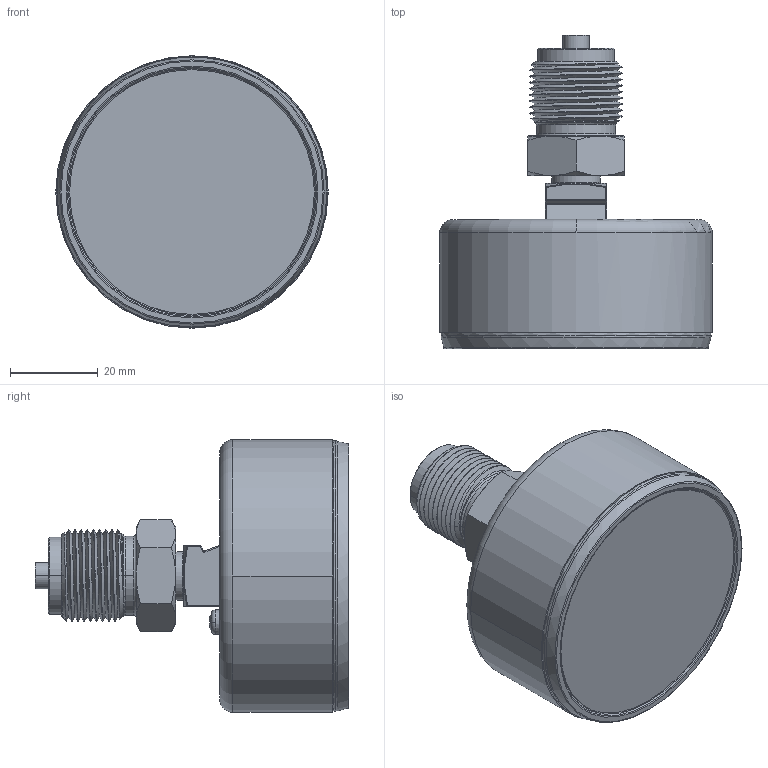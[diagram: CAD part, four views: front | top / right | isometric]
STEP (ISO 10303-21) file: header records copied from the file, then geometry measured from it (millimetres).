
FILE_DESCRIPTION(('HOOPS Exchange Step'),'2;1');
FILE_NAME('MM0410_Axial.stp','2026-03-24T16:56:41+01:00',('nieru'),('Unknown organisation'),'HOOPS Exchange 2024.2','HOOPS Exchange','Unknown authorisation');
FILE_SCHEMA( ('AP203_CONFIGURATION_CONTROLLED_3D_DESIGN_OF_MECHANICAL_PARTS_AND_ASSEMBLIES_MIM_LF') );
Length unit declared in the file: millimetre
Products named in the file (2): 0; root
Assembly tree (1 placements, depth 2):
  root
    0
Bounding box: 62 x 71.41 x 62 mm (x, y, z)
Volume: 82482.4 mm3; surface area: 31776.7 mm2
Topology: 7 solids, 7 shells, 257 faces, 695 edges, 460 vertices
Faces by surface type: cylinder 84, cone 58, plane 55, torus 30, bspline 26, sphere 4
Full cylindrical faces by diameter (mm): 3.153 x1, 5 x1, 9.5 x1, 11 x1, 13.16 x7, 59.581 x1, 60.781 x1, 61.5 x1
Entity records: 33157 total; most frequent: CARTESIAN_POINT 27458, ORIENTED_EDGE 1376, DIRECTION 880, EDGE_CURVE 688, VERTEX_POINT 460, B_SPLINE_CURVE_WITH_KNOTS 406, AXIS2_PLACEMENT_3D 399, EDGE_LOOP 274
